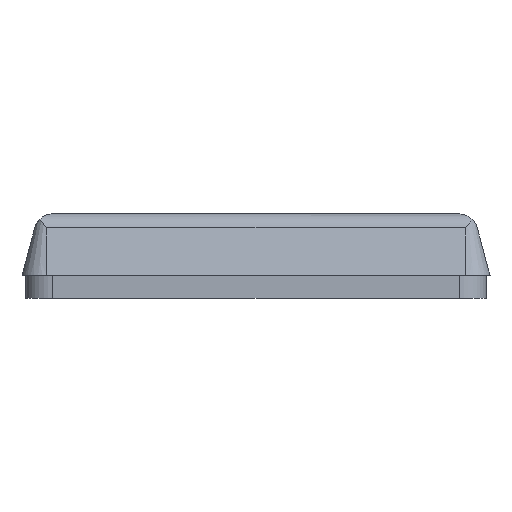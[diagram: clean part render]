
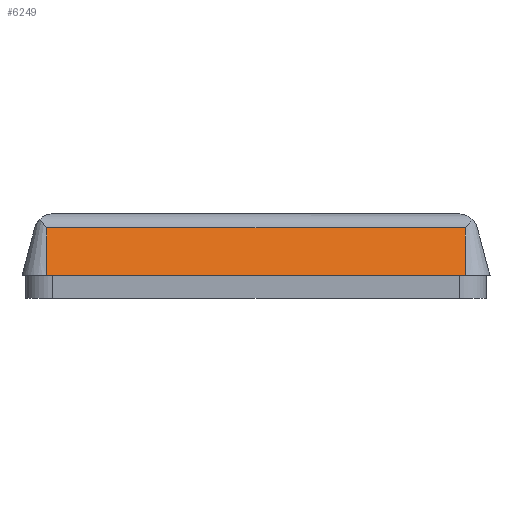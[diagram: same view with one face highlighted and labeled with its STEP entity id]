
A CAD part, left-side view. The second image highlights one B-rep face of the part: STEP entity #6249.
In plain terms, the highlighted planar face has unit normal (-0.966, 0, 0.259).
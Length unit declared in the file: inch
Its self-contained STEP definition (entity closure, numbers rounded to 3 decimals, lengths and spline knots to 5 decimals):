
#38 = VERTEX_POINT ( 'NONE', #1127 ) ;
#215 = DIRECTION ( 'NONE',  ( 0.259, 0., 0.966 ) ) ;
#239 = ORIENTED_EDGE ( 'NONE', *, *, #888, .T. ) ;
#368 = DIRECTION ( 'NONE',  ( -0.966, 0., 0.259 ) ) ;
#675 = VECTOR ( 'NONE', #1274, 39.37008 ) ;
#888 = EDGE_CURVE ( 'NONE', #4116, #38, #3288, .T. ) ;
#1081 = CARTESIAN_POINT ( 'NONE',  ( -2.42126, 1.07449, 0. ) ) ;
#1105 = DIRECTION ( 'NONE',  ( 0.259, 0., 0.966 ) ) ;
#1127 = CARTESIAN_POINT ( 'NONE',  ( -2.42126, -1.07449, 0. ) ) ;
#1274 = DIRECTION ( 'NONE',  ( -0.259, 0., -0.966 ) ) ;
#1404 = ORIENTED_EDGE ( 'NONE', *, *, #2899, .F. ) ;
#1951 = PLANE ( 'NONE',  #6135 ) ;
#2012 = LINE ( 'NONE', #3038, #675 ) ;
#2500 = FACE_OUTER_BOUND ( 'NONE', #3191, .T. ) ;
#2899 = EDGE_CURVE ( 'NONE', #4116, #3653, #3900, .T. ) ;
#2965 = CARTESIAN_POINT ( 'NONE',  ( -2.35634, 3.93701, 0.24229 ) ) ;
#3014 = CARTESIAN_POINT ( 'NONE',  ( -2.42126, 1.07449, 0. ) ) ;
#3038 = CARTESIAN_POINT ( 'NONE',  ( -5266.46248, -1.07449, -19645.66929 ) ) ;
#3191 = EDGE_LOOP ( 'NONE', ( #1404, #239, #7188, #4750 ) ) ;
#3288 = LINE ( 'NONE', #1081, #7229 ) ;
#3354 = CARTESIAN_POINT ( 'NONE',  ( -2.35634, -1.07449, 0.24229 ) ) ;
#3547 = DIRECTION ( 'NONE',  ( 0., -1., 0. ) ) ;
#3653 = VERTEX_POINT ( 'NONE', #4356 ) ;
#3900 = LINE ( 'NONE', #6134, #4978 ) ;
#4116 = VERTEX_POINT ( 'NONE', #5032 ) ;
#4145 = EDGE_CURVE ( 'NONE', #3653, #5051, #6889, .T. ) ;
#4227 = EDGE_CURVE ( 'NONE', #5051, #38, #2012, .T. ) ;
#4356 = CARTESIAN_POINT ( 'NONE',  ( -2.35634, 1.07449, 0.24229 ) ) ;
#4453 = DIRECTION ( 'NONE',  ( 0., -1., 0. ) ) ;
#4750 = ORIENTED_EDGE ( 'NONE', *, *, #4145, .F. ) ;
#4978 = VECTOR ( 'NONE', #1105, 39.37008 ) ;
#5032 = CARTESIAN_POINT ( 'NONE',  ( -2.42126, 1.07449, 0. ) ) ;
#5051 = VERTEX_POINT ( 'NONE', #3354 ) ;
#5510 = VECTOR ( 'NONE', #3547, 39.37008 ) ;
#6134 = CARTESIAN_POINT ( 'NONE',  ( -5266.46248, 1.07449, -19645.66929 ) ) ;
#6135 = AXIS2_PLACEMENT_3D ( 'NONE', #3014, #368, #215 ) ;
#6249 = ADVANCED_FACE ( 'NONE', ( #2500 ), #1951, .T. ) ;
#6889 = LINE ( 'NONE', #2965, #5510 ) ;
#7188 = ORIENTED_EDGE ( 'NONE', *, *, #4227, .F. ) ;
#7229 = VECTOR ( 'NONE', #4453, 39.37008 ) ;
